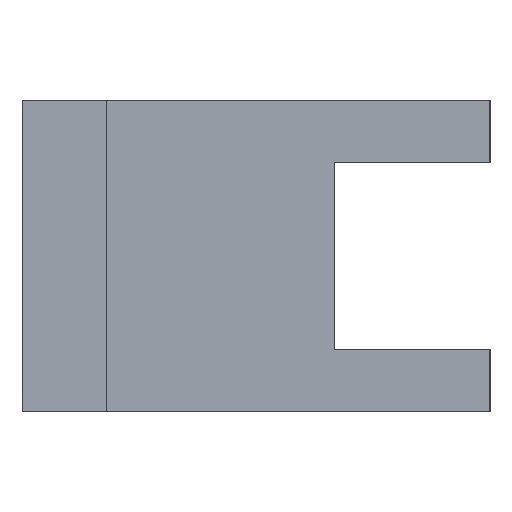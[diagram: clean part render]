
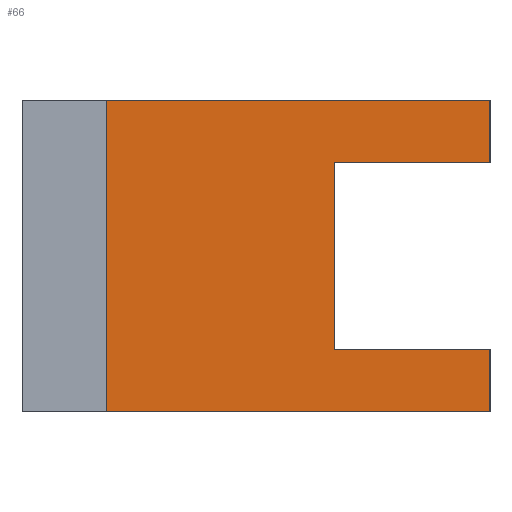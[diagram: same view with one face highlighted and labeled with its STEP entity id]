
A CAD part, left-side view. The second image highlights one B-rep face of the part: STEP entity #66.
In plain terms, the highlighted planar face has unit normal (-1, 0, 0).
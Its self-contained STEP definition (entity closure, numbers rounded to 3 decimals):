
#66=ADVANCED_FACE('',(#98),#84,.F.);
#84=PLANE('',#338);
#98=FACE_OUTER_BOUND('',#107,.T.);
#107=EDGE_LOOP('',(#138,#139,#140,#141,#142,#143,#144,#145));
#138=ORIENTED_EDGE('',*,*,#242,.F.);
#139=ORIENTED_EDGE('',*,*,#243,.F.);
#140=ORIENTED_EDGE('',*,*,#244,.F.);
#141=ORIENTED_EDGE('',*,*,#241,.F.);
#142=ORIENTED_EDGE('',*,*,#245,.F.);
#143=ORIENTED_EDGE('',*,*,#246,.T.);
#144=ORIENTED_EDGE('',*,*,#247,.T.);
#145=ORIENTED_EDGE('',*,*,#248,.F.);
#211=VERTEX_POINT('',#450);
#213=VERTEX_POINT('',#454);
#214=VERTEX_POINT('',#458);
#215=VERTEX_POINT('',#459);
#216=VERTEX_POINT('',#461);
#217=VERTEX_POINT('',#464);
#218=VERTEX_POINT('',#466);
#219=VERTEX_POINT('',#468);
#241=EDGE_CURVE('',#213,#211,#279,.T.);
#242=EDGE_CURVE('',#214,#215,#280,.T.);
#243=EDGE_CURVE('',#216,#214,#281,.T.);
#244=EDGE_CURVE('',#211,#216,#282,.T.);
#245=EDGE_CURVE('',#217,#213,#283,.T.);
#246=EDGE_CURVE('',#217,#218,#284,.T.);
#247=EDGE_CURVE('',#218,#219,#285,.T.);
#248=EDGE_CURVE('',#215,#219,#286,.T.);
#279=LINE('',#455,#309);
#280=LINE('',#457,#310);
#281=LINE('',#460,#311);
#282=LINE('',#462,#312);
#283=LINE('',#463,#313);
#284=LINE('',#465,#314);
#285=LINE('',#467,#315);
#286=LINE('',#469,#316);
#309=VECTOR('',#368,1.);
#310=VECTOR('',#371,1.);
#311=VECTOR('',#372,1.);
#312=VECTOR('',#373,1.);
#313=VECTOR('',#374,1.);
#314=VECTOR('',#375,1.);
#315=VECTOR('',#376,1.);
#316=VECTOR('',#377,1.);
#338=AXIS2_PLACEMENT_3D('',#470,#378,#379);
#368=DIRECTION('',(0.,0.,-1.));
#371=DIRECTION('',(0.,-1.,0.));
#372=DIRECTION('',(0.,0.,-1.));
#373=DIRECTION('',(0.,1.,0.));
#374=DIRECTION('',(0.,-1.,0.));
#375=DIRECTION('',(0.,0.,-1.));
#376=DIRECTION('',(0.,-1.,0.));
#377=DIRECTION('',(0.,0.,-1.));
#378=DIRECTION('',(1.,0.,0.));
#379=DIRECTION('',(0.,1.,0.));
#450=CARTESIAN_POINT('',(15.5,-12.3,8.));
#454=CARTESIAN_POINT('',(15.5,-12.3,10.));
#455=CARTESIAN_POINT('',(15.5,-12.3,10.));
#457=CARTESIAN_POINT('',(15.5,0.,2.));
#458=CARTESIAN_POINT('',(15.5,-7.3,2.));
#459=CARTESIAN_POINT('',(15.5,-12.3,2.));
#460=CARTESIAN_POINT('',(15.5,-7.3,10.));
#461=CARTESIAN_POINT('',(15.5,-7.3,8.));
#462=CARTESIAN_POINT('',(15.5,0.,8.));
#463=CARTESIAN_POINT('',(15.5,0.,10.));
#464=CARTESIAN_POINT('',(15.5,0.,10.));
#465=CARTESIAN_POINT('',(15.5,0.,10.));
#466=CARTESIAN_POINT('',(15.5,0.,0.));
#467=CARTESIAN_POINT('',(15.5,0.,0.));
#468=CARTESIAN_POINT('',(15.5,-12.3,0.));
#469=CARTESIAN_POINT('',(15.5,-12.3,10.));
#470=CARTESIAN_POINT('',(15.5,0.,10.));
